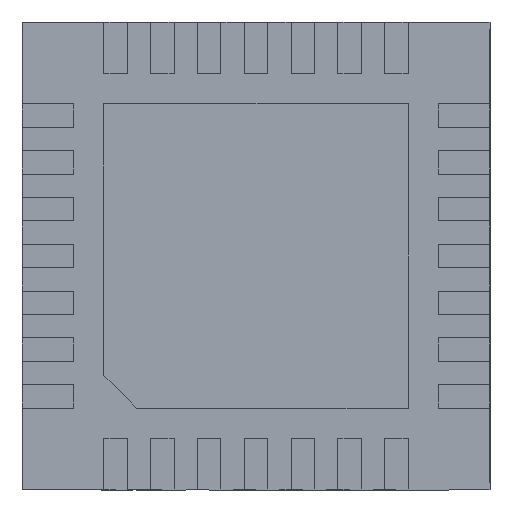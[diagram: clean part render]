
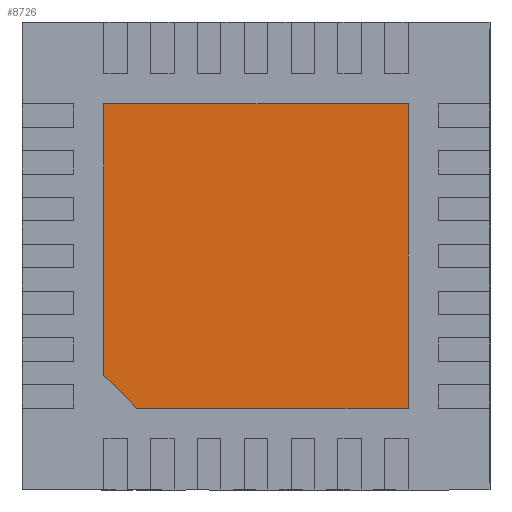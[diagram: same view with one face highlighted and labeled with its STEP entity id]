
A CAD part, front view. The second image highlights one B-rep face of the part: STEP entity #8726.
In plain terms, the highlighted planar face has unit normal (0, -1, 0).
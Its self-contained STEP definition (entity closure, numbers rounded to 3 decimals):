
#337 = CARTESIAN_POINT ( 'NONE',  ( 1.625, 0., -1.625 ) ) ;
#556 = DIRECTION ( 'NONE',  ( -1., 0., 0. ) ) ;
#638 = ORIENTED_EDGE ( 'NONE', *, *, #5341, .T. ) ;
#699 = FACE_OUTER_BOUND ( 'NONE', #4542, .T. ) ;
#1064 = DIRECTION ( 'NONE',  ( 0., 0., -1. ) ) ;
#1342 = EDGE_CURVE ( 'NONE', #6893, #5759, #1437, .T. ) ;
#1375 = VECTOR ( 'NONE', #6877, 1000. ) ;
#1437 = LINE ( 'NONE', #7561, #4490 ) ;
#1592 = LINE ( 'NONE', #4095, #1375 ) ;
#1733 = ORIENTED_EDGE ( 'NONE', *, *, #8940, .T. ) ;
#2038 = CARTESIAN_POINT ( 'NONE',  ( 1.625, 0., -1.625 ) ) ;
#2147 = ORIENTED_EDGE ( 'NONE', *, *, #1342, .T. ) ;
#2216 = AXIS2_PLACEMENT_3D ( 'NONE', #5925, #5279, #1064 ) ;
#2608 = ORIENTED_EDGE ( 'NONE', *, *, #5952, .T. ) ;
#2616 = CARTESIAN_POINT ( 'NONE',  ( -1.275, 0., -1.625 ) ) ;
#2628 = VERTEX_POINT ( 'NONE', #337 ) ;
#2782 = DIRECTION ( 'NONE',  ( 0., 0., 1. ) ) ;
#3244 = CARTESIAN_POINT ( 'NONE',  ( 1.625, 0., 1.625 ) ) ;
#3368 = DIRECTION ( 'NONE',  ( 1., 0., 0. ) ) ;
#4095 = CARTESIAN_POINT ( 'NONE',  ( -1.625, 0., 1.625 ) ) ;
#4383 = CARTESIAN_POINT ( 'NONE',  ( -1.275, 0., -1.625 ) ) ;
#4423 = VECTOR ( 'NONE', #8430, 1000. ) ;
#4490 = VECTOR ( 'NONE', #556, 1000. ) ;
#4542 = EDGE_LOOP ( 'NONE', ( #2147, #638, #2608, #9048, #1733 ) ) ;
#4612 = CARTESIAN_POINT ( 'NONE',  ( -1.625, 0., -1.275 ) ) ;
#4848 = CARTESIAN_POINT ( 'NONE',  ( -1.625, 0., 1.625 ) ) ;
#5279 = DIRECTION ( 'NONE',  ( 0., -1., 0. ) ) ;
#5308 = PLANE ( 'NONE',  #2216 ) ;
#5341 = EDGE_CURVE ( 'NONE', #5759, #5657, #1592, .T. ) ;
#5392 = VECTOR ( 'NONE', #3368, 1000. ) ;
#5657 = VERTEX_POINT ( 'NONE', #4612 ) ;
#5759 = VERTEX_POINT ( 'NONE', #4848 ) ;
#5836 = LINE ( 'NONE', #2616, #5392 ) ;
#5925 = CARTESIAN_POINT ( 'NONE',  ( 0., 0., 0. ) ) ;
#5952 = EDGE_CURVE ( 'NONE', #5657, #7290, #7039, .T. ) ;
#6248 = VECTOR ( 'NONE', #2782, 1000. ) ;
#6574 = EDGE_CURVE ( 'NONE', #7290, #2628, #5836, .T. ) ;
#6783 = LINE ( 'NONE', #2038, #6248 ) ;
#6877 = DIRECTION ( 'NONE',  ( 0., 0., -1. ) ) ;
#6893 = VERTEX_POINT ( 'NONE', #3244 ) ;
#7039 = LINE ( 'NONE', #7699, #4423 ) ;
#7290 = VERTEX_POINT ( 'NONE', #4383 ) ;
#7561 = CARTESIAN_POINT ( 'NONE',  ( 1.625, 0., 1.625 ) ) ;
#7699 = CARTESIAN_POINT ( 'NONE',  ( -1.625, 0., -1.275 ) ) ;
#8430 = DIRECTION ( 'NONE',  ( 0.707, 0., -0.707 ) ) ;
#8726 = ADVANCED_FACE ( 'NONE', ( #699 ), #5308, .T. ) ;
#8940 = EDGE_CURVE ( 'NONE', #2628, #6893, #6783, .T. ) ;
#9048 = ORIENTED_EDGE ( 'NONE', *, *, #6574, .T. ) ;
